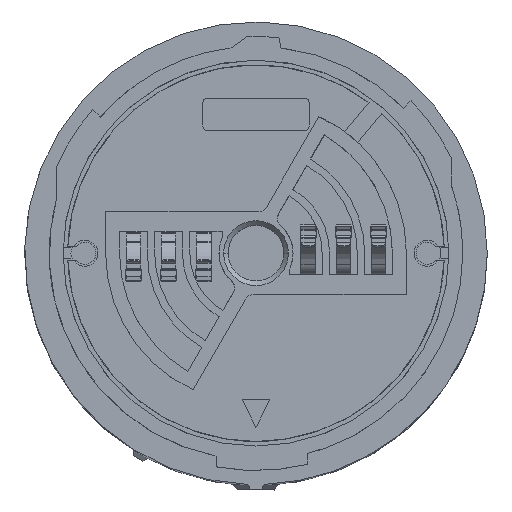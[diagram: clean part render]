
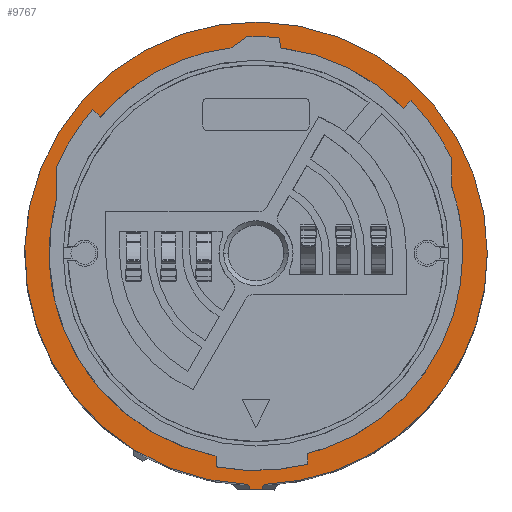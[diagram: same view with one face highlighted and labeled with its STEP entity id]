
A CAD part, top view. The second image highlights one B-rep face of the part: STEP entity #9767.
In plain terms, the highlighted planar face has unit normal (0, 0, 1).
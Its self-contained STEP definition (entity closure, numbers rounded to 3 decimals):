
#19 = CIRCLE ( 'NONE', #8214, 22.05 ) ;
#216 = CARTESIAN_POINT ( 'NONE',  ( -10.571, 19.351, 60. ) ) ;
#660 = DIRECTION ( 'NONE',  ( 0., 0., 1. ) ) ;
#812 = PLANE ( 'NONE',  #12117 ) ;
#999 = DIRECTION ( 'NONE',  ( 0., 0., 1. ) ) ;
#1218 = EDGE_CURVE ( 'NONE', #15013, #10814, #6237, .T. ) ;
#1789 = ORIENTED_EDGE ( 'NONE', *, *, #9731, .T. ) ;
#2055 = DIRECTION ( 'NONE',  ( 0., 0., 1. ) ) ;
#2149 = VECTOR ( 'NONE', #12859, 1000. ) ;
#2207 = EDGE_CURVE ( 'NONE', #19508, #18377, #10240, .T. ) ;
#2259 = DIRECTION ( 'NONE',  ( 1., 0., 0. ) ) ;
#2619 = CARTESIAN_POINT ( 'NONE',  ( 0., 0., 60. ) ) ;
#2635 = DIRECTION ( 'NONE',  ( 0.5, -0.866, 0. ) ) ;
#3380 = LINE ( 'NONE', #9650, #2149 ) ;
#3401 = DIRECTION ( 'NONE',  ( 0., 0., 1. ) ) ;
#3626 = VERTEX_POINT ( 'NONE', #12670 ) ;
#3750 = EDGE_CURVE ( 'NONE', #15312, #16658, #8706, .T. ) ;
#4018 = EDGE_CURVE ( 'NONE', #17188, #19508, #16612, .T. ) ;
#4182 = CARTESIAN_POINT ( 'NONE',  ( 0.898, -24.984, 60. ) ) ;
#4184 = CARTESIAN_POINT ( 'NONE',  ( 11.986, -21.94, 60. ) ) ;
#4207 = CIRCLE ( 'NONE', #7503, 25. ) ;
#4222 = EDGE_LOOP ( 'NONE', ( #20159, #12878, #6711, #1789, #12857, #5203, #6497 ) ) ;
#4316 = EDGE_CURVE ( 'NONE', #13043, #15312, #3380, .T. ) ;
#4320 = CARTESIAN_POINT ( 'NONE',  ( 22.05, 0., 60. ) ) ;
#4838 = CIRCLE ( 'NONE', #10076, 22.05 ) ;
#5203 = ORIENTED_EDGE ( 'NONE', *, *, #2207, .T. ) ;
#6237 = CIRCLE ( 'NONE', #18727, 22.05 ) ;
#6497 = ORIENTED_EDGE ( 'NONE', *, *, #17434, .T. ) ;
#6711 = ORIENTED_EDGE ( 'NONE', *, *, #8978, .T. ) ;
#7187 = CARTESIAN_POINT ( 'NONE',  ( 0., 0., 60. ) ) ;
#7266 = DIRECTION ( 'NONE',  ( 1., 0., 0. ) ) ;
#7503 = AXIS2_PLACEMENT_3D ( 'NONE', #7187, #2055, #19740 ) ;
#7734 = AXIS2_PLACEMENT_3D ( 'NONE', #10990, #20233, #17185 ) ;
#8214 = AXIS2_PLACEMENT_3D ( 'NONE', #17732, #660, #11354 ) ;
#8321 = CARTESIAN_POINT ( 'NONE',  ( 0., 0., 60. ) ) ;
#8706 = CIRCLE ( 'NONE', #18552, 25. ) ;
#8978 = EDGE_CURVE ( 'NONE', #16658, #3626, #10184, .T. ) ;
#9193 = AXIS2_PLACEMENT_3D ( 'NONE', #2619, #14968, #13429 ) ;
#9616 = CARTESIAN_POINT ( 'NONE',  ( -11.986, 21.94, 60. ) ) ;
#9650 = CARTESIAN_POINT ( 'NONE',  ( 0.749, -25.242, 60. ) ) ;
#9697 = DIRECTION ( 'NONE',  ( 0., 0., 1. ) ) ;
#9731 = EDGE_CURVE ( 'NONE', #3626, #17188, #4207, .T. ) ;
#9767 = ADVANCED_FACE ( 'NONE', ( #14615, #19317 ), #812, .T. ) ;
#9861 = VECTOR ( 'NONE', #11979, 1000. ) ;
#10065 = DIRECTION ( 'NONE',  ( 0., 0., 1. ) ) ;
#10076 = AXIS2_PLACEMENT_3D ( 'NONE', #14894, #999, #7266 ) ;
#10184 = CIRCLE ( 'NONE', #9193, 25. ) ;
#10240 = LINE ( 'NONE', #14884, #15678 ) ;
#10814 = VERTEX_POINT ( 'NONE', #216 ) ;
#10990 = CARTESIAN_POINT ( 'NONE',  ( 0., 0., 60. ) ) ;
#11119 = DIRECTION ( 'NONE',  ( 1., 0., 0. ) ) ;
#11354 = DIRECTION ( 'NONE',  ( 1., 0., 0. ) ) ;
#11689 = CARTESIAN_POINT ( 'NONE',  ( 0.6, -25.5, 60. ) ) ;
#11979 = DIRECTION ( 'NONE',  ( 1., 0., 0. ) ) ;
#12117 = AXIS2_PLACEMENT_3D ( 'NONE', #19422, #10065, #2259 ) ;
#12670 = CARTESIAN_POINT ( 'NONE',  ( 25., 0., 60. ) ) ;
#12857 = ORIENTED_EDGE ( 'NONE', *, *, #4018, .T. ) ;
#12859 = DIRECTION ( 'NONE',  ( 0.5, 0.866, 0. ) ) ;
#12878 = ORIENTED_EDGE ( 'NONE', *, *, #3750, .T. ) ;
#13043 = VERTEX_POINT ( 'NONE', #11689 ) ;
#13429 = DIRECTION ( 'NONE',  ( 1., 0., 0. ) ) ;
#13720 = CARTESIAN_POINT ( 'NONE',  ( 0., -25.5, 60. ) ) ;
#14317 = ORIENTED_EDGE ( 'NONE', *, *, #18260, .F. ) ;
#14542 = ORIENTED_EDGE ( 'NONE', *, *, #17309, .F. ) ;
#14615 = FACE_OUTER_BOUND ( 'NONE', #4222, .T. ) ;
#14884 = CARTESIAN_POINT ( 'NONE',  ( -0.749, -25.242, 60. ) ) ;
#14894 = CARTESIAN_POINT ( 'NONE',  ( 0., 0., 60. ) ) ;
#14939 = ORIENTED_EDGE ( 'NONE', *, *, #1218, .F. ) ;
#14968 = DIRECTION ( 'NONE',  ( 0., 0., 1. ) ) ;
#15013 = VERTEX_POINT ( 'NONE', #4320 ) ;
#15312 = VERTEX_POINT ( 'NONE', #4182 ) ;
#15678 = VECTOR ( 'NONE', #2635, 1000. ) ;
#15800 = DIRECTION ( 'NONE',  ( 1., 0., 0. ) ) ;
#16612 = CIRCLE ( 'NONE', #7734, 25. ) ;
#16658 = VERTEX_POINT ( 'NONE', #4184 ) ;
#17185 = DIRECTION ( 'NONE',  ( 1., 0., 0. ) ) ;
#17188 = VERTEX_POINT ( 'NONE', #9616 ) ;
#17309 = EDGE_CURVE ( 'NONE', #19641, #15013, #19, .T. ) ;
#17434 = EDGE_CURVE ( 'NONE', #18377, #13043, #19967, .T. ) ;
#17732 = CARTESIAN_POINT ( 'NONE',  ( 0., 0., 60. ) ) ;
#18255 = CARTESIAN_POINT ( 'NONE',  ( -0.6, -25.5, 60. ) ) ;
#18260 = EDGE_CURVE ( 'NONE', #10814, #19641, #4838, .T. ) ;
#18377 = VERTEX_POINT ( 'NONE', #18255 ) ;
#18552 = AXIS2_PLACEMENT_3D ( 'NONE', #8321, #3401, #11119 ) ;
#18727 = AXIS2_PLACEMENT_3D ( 'NONE', #18861, #9697, #15800 ) ;
#18861 = CARTESIAN_POINT ( 'NONE',  ( 0., 0., 60. ) ) ;
#18978 = CARTESIAN_POINT ( 'NONE',  ( -0.898, -24.984, 60. ) ) ;
#19317 = FACE_BOUND ( 'NONE', #19978, .T. ) ;
#19422 = CARTESIAN_POINT ( 'NONE',  ( 0., 22.05, 60. ) ) ;
#19508 = VERTEX_POINT ( 'NONE', #18978 ) ;
#19641 = VERTEX_POINT ( 'NONE', #19851 ) ;
#19740 = DIRECTION ( 'NONE',  ( 1., 0., 0. ) ) ;
#19851 = CARTESIAN_POINT ( 'NONE',  ( 10.571, -19.351, 60. ) ) ;
#19967 = LINE ( 'NONE', #13720, #9861 ) ;
#19978 = EDGE_LOOP ( 'NONE', ( #14317, #14939, #14542 ) ) ;
#20159 = ORIENTED_EDGE ( 'NONE', *, *, #4316, .T. ) ;
#20233 = DIRECTION ( 'NONE',  ( 0., 0., 1. ) ) ;
